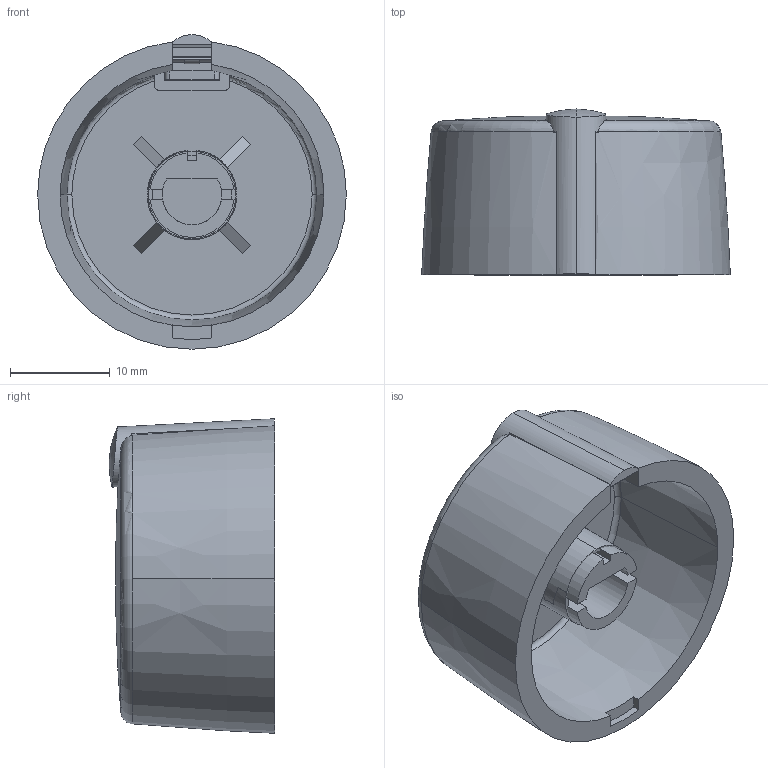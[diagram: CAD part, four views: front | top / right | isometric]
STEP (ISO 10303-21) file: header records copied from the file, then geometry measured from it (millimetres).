
FILE_DESCRIPTION(('OpenCascade Model'),'2;1');
FILE_NAME('Open CASCADE Shape Model','2025-02-10T11:21:59',(''),(''), 'Open CASCADE STEP processor 7.7','Open CASCADE 7.7','Unknown');
FILE_SCHEMA(('AUTOMOTIVE_DESIGN { 1 0 10303 214 1 1 1 1 }'));
Length unit declared in the file: millimetre
Products named in the file (6): NAUO3; 00007424 - Knopfkörper %C31 - 6-4.6_Default; NAUO4; 00010247 - Ringfeder; NAUO5; 00007427 - Pin_Default
Assembly tree (3 placements, depth 2):
  NAUO3
    00007424 - Knopfkörper %C31 - 6-4.6_Default
  NAUO4
    00010247 - Ringfeder
  NAUO5
    00007427 - Pin_Default
Bounding box: 31 x 16.64 x 31.58 mm (x, y, z)
Volume: 4564.4 mm3; surface area: 5042 mm2
Topology: 3 solids, 3 shells, 133 faces, 370 edges, 243 vertices
Faces by surface type: plane 81, cylinder 35, torus 5, sphere 4, cone 3, revolution 3, bspline 2
Entity records: 11103 total; most frequent: CARTESIAN_POINT 3871, DIRECTION 1309, LINE 754, VECTOR 754, ORIENTED_EDGE 740, PCURVE 740, DEFINITIONAL_REPRESENTATION 740, EDGE_CURVE 370
